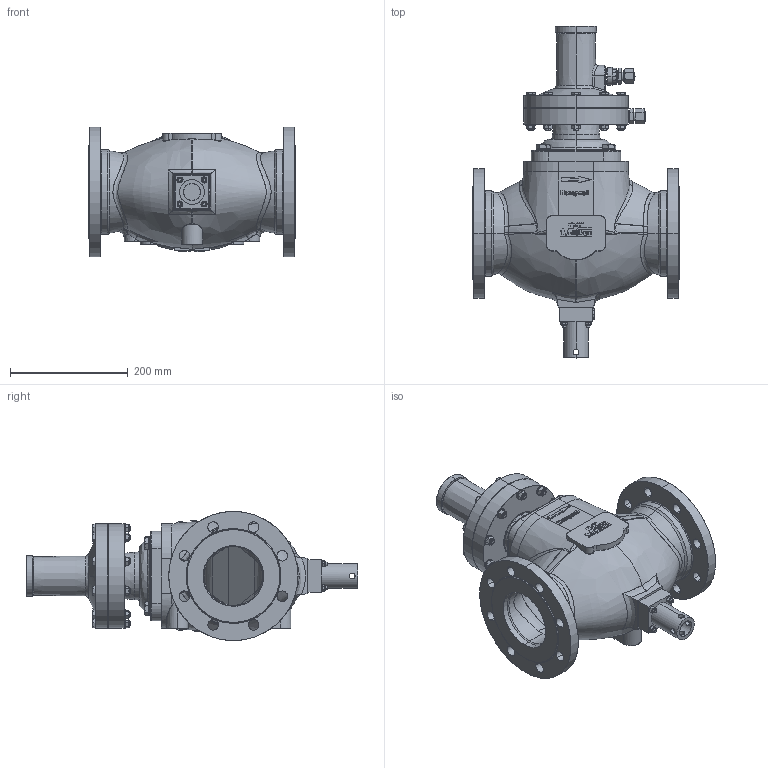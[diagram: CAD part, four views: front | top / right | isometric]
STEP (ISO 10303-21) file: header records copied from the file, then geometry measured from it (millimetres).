
FILE_DESCRIPTION (( 'STEP AP214' ), '1' );
FILE_NAME ('MB_HON720_DN_100_PN_16_K4.STEP', '2017-03-09T16:19:38', ( '' ), ( '' ), 'SwSTEP 2.0', 'SolidWorks 2015', '' );
FILE_SCHEMA (( 'AUTOMOTIVE_DESIGN' ));
Length unit declared in the file: millimetre
Products named in the file (1): MB_HON720_DN_100_PN_16_K4
Bounding box: 352 x 564.88 x 220 mm (x, y, z)
Surface area: 647989.7 mm2 (no closed solid volume)
Topology: 0 solids, 1193 shells, 1587 faces, 7295 edges, 6909 vertices
Faces by surface type: plane 610, bspline 417, cylinder 322, cone 238
Entity records: 175440 total; most frequent: CARTESIAN_POINT 124948, ORIENTED_EDGE 8223, DIRECTION 7674, EDGE_CURVE 7288, VERTEX_POINT 6909, B_SPLINE_CURVE_WITH_KNOTS 3209, LINE 2776, VECTOR 2776
